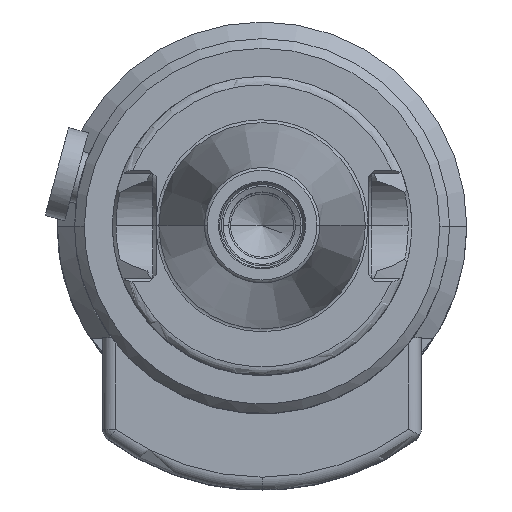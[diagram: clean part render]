
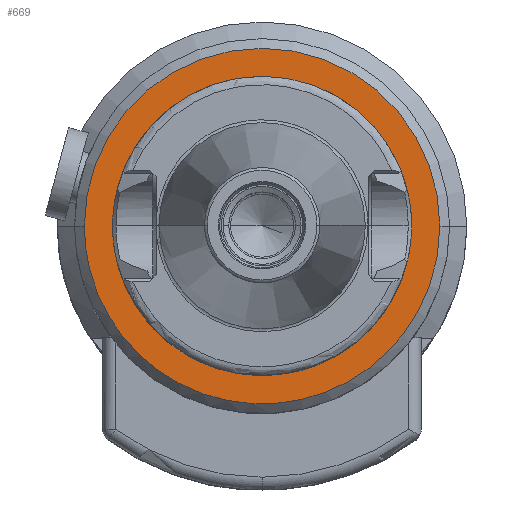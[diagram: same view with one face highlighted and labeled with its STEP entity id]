
A CAD part, top view. The second image highlights one B-rep face of the part: STEP entity #669.
In plain terms, the highlighted planar face has unit normal (0, 0, 1).
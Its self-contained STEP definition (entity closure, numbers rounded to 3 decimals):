
#425=AXIS2_PLACEMENT_3D('Circle Axis2P3D',#423,#424,$) ;
#577=AXIS2_PLACEMENT_3D('Plane Axis2P3D',#574,#575,#576) ;
#423=CARTESIAN_POINT('Axis2P3D Location',(0.,0.,-32.)) ;
#427=CARTESIAN_POINT('Vertex',(-27.35,0.,-32.)) ;
#429=CARTESIAN_POINT('Vertex',(27.35,0.,-32.)) ;
#574=CARTESIAN_POINT('Axis2P3D Location',(0.,27.35,-32.)) ;
#580=CARTESIAN_POINT('Control Point',(27.35,0.,-32.)) ;
#581=CARTESIAN_POINT('Control Point',(27.35,-2.562,-32.)) ;
#582=CARTESIAN_POINT('Control Point',(27.05,-5.124,-32.)) ;
#583=CARTESIAN_POINT('Control Point',(26.45,-7.639,-32.)) ;
#584=CARTESIAN_POINT('Control Point',(24.672,-12.482,-32.)) ;
#585=CARTESIAN_POINT('Control Point',(21.824,-16.784,-32.)) ;
#586=CARTESIAN_POINT('Control Point',(20.153,-18.757,-32.)) ;
#587=CARTESIAN_POINT('Control Point',(16.38,-22.276,-32.)) ;
#588=CARTESIAN_POINT('Control Point',(11.896,-24.828,-32.)) ;
#589=CARTESIAN_POINT('Control Point',(9.515,-25.835,-32.)) ;
#590=CARTESIAN_POINT('Control Point',(4.56,-27.271,-32.)) ;
#591=CARTESIAN_POINT('Control Point',(-0.593,-27.525,-32.)) ;
#592=CARTESIAN_POINT('Control Point',(-3.173,-27.348,-32.)) ;
#593=CARTESIAN_POINT('Control Point',(-8.243,-26.393,-32.)) ;
#594=CARTESIAN_POINT('Control Point',(-12.955,-24.292,-32.)) ;
#595=CARTESIAN_POINT('Control Point',(-15.177,-22.97,-32.)) ;
#596=CARTESIAN_POINT('Control Point',(-19.27,-19.829,-32.)) ;
#597=CARTESIAN_POINT('Control Point',(-22.526,-15.828,-32.)) ;
#598=CARTESIAN_POINT('Control Point',(-23.912,-13.645,-32.)) ;
#599=CARTESIAN_POINT('Control Point',(-25.819,-9.675,-32.)) ;
#600=CARTESIAN_POINT('Control Point',(-26.9,-5.42,-32.)) ;
#601=CARTESIAN_POINT('Control Point',(-27.2,-3.625,-32.)) ;
#602=CARTESIAN_POINT('Control Point',(-27.35,-1.812,-32.)) ;
#603=CARTESIAN_POINT('Control Point',(-27.35,0.,-32.)) ;
#610=CARTESIAN_POINT('Control Point',(-23.,0.,-32.)) ;
#611=CARTESIAN_POINT('Control Point',(-23.,2.115,-32.)) ;
#612=CARTESIAN_POINT('Control Point',(-22.757,4.229,-32.)) ;
#613=CARTESIAN_POINT('Control Point',(-22.271,6.306,-32.)) ;
#614=CARTESIAN_POINT('Control Point',(-20.83,10.312,-32.)) ;
#615=CARTESIAN_POINT('Control Point',(-18.518,13.886,-32.)) ;
#616=CARTESIAN_POINT('Control Point',(-17.161,15.532,-32.)) ;
#617=CARTESIAN_POINT('Control Point',(-14.093,18.483,-32.)) ;
#618=CARTESIAN_POINT('Control Point',(-10.435,20.661,-32.)) ;
#619=CARTESIAN_POINT('Control Point',(-8.489,21.534,-32.)) ;
#620=CARTESIAN_POINT('Control Point',(-4.43,22.817,-32.)) ;
#621=CARTESIAN_POINT('Control Point',(-0.186,23.146,-32.)) ;
#622=CARTESIAN_POINT('Control Point',(1.946,23.065,-32.)) ;
#623=CARTESIAN_POINT('Control Point',(6.153,22.414,-32.)) ;
#624=CARTESIAN_POINT('Control Point',(10.102,20.826,-32.)) ;
#625=CARTESIAN_POINT('Control Point',(11.977,19.807,-32.)) ;
#626=CARTESIAN_POINT('Control Point',(15.458,17.357,-32.)) ;
#627=CARTESIAN_POINT('Control Point',(18.293,14.182,-32.)) ;
#628=CARTESIAN_POINT('Control Point',(19.521,12.437,-32.)) ;
#629=CARTESIAN_POINT('Control Point',(21.386,9.007,-32.)) ;
#630=CARTESIAN_POINT('Control Point',(22.493,5.271,-32.)) ;
#631=CARTESIAN_POINT('Control Point',(22.831,3.528,-32.)) ;
#632=CARTESIAN_POINT('Control Point',(23.,1.764,-32.)) ;
#633=CARTESIAN_POINT('Control Point',(23.,0.,-32.)) ;
#634=CARTESIAN_POINT('Vertex',(-23.,0.,-32.)) ;
#636=CARTESIAN_POINT('Vertex',(23.,0.,-32.)) ;
#640=CARTESIAN_POINT('Control Point',(23.,0.,-32.)) ;
#641=CARTESIAN_POINT('Control Point',(23.,-2.115,-32.)) ;
#642=CARTESIAN_POINT('Control Point',(22.757,-4.229,-32.)) ;
#643=CARTESIAN_POINT('Control Point',(22.271,-6.306,-32.)) ;
#644=CARTESIAN_POINT('Control Point',(20.83,-10.312,-32.)) ;
#645=CARTESIAN_POINT('Control Point',(18.518,-13.886,-32.)) ;
#646=CARTESIAN_POINT('Control Point',(17.161,-15.532,-32.)) ;
#647=CARTESIAN_POINT('Control Point',(14.093,-18.483,-32.)) ;
#648=CARTESIAN_POINT('Control Point',(10.435,-20.661,-32.)) ;
#649=CARTESIAN_POINT('Control Point',(8.489,-21.534,-32.)) ;
#650=CARTESIAN_POINT('Control Point',(4.43,-22.817,-32.)) ;
#651=CARTESIAN_POINT('Control Point',(0.186,-23.146,-32.)) ;
#652=CARTESIAN_POINT('Control Point',(-1.946,-23.065,-32.)) ;
#653=CARTESIAN_POINT('Control Point',(-6.153,-22.414,-32.)) ;
#654=CARTESIAN_POINT('Control Point',(-10.102,-20.826,-32.)) ;
#655=CARTESIAN_POINT('Control Point',(-11.977,-19.807,-32.)) ;
#656=CARTESIAN_POINT('Control Point',(-15.458,-17.357,-32.)) ;
#657=CARTESIAN_POINT('Control Point',(-18.293,-14.182,-32.)) ;
#658=CARTESIAN_POINT('Control Point',(-19.521,-12.437,-32.)) ;
#659=CARTESIAN_POINT('Control Point',(-21.386,-9.007,-32.)) ;
#660=CARTESIAN_POINT('Control Point',(-22.493,-5.271,-32.)) ;
#661=CARTESIAN_POINT('Control Point',(-22.831,-3.528,-32.)) ;
#662=CARTESIAN_POINT('Control Point',(-23.,-1.764,-32.)) ;
#663=CARTESIAN_POINT('Control Point',(-23.,0.,-32.)) ;
#424=DIRECTION('Axis2P3D Direction',(0.,0.,-1.)) ;
#575=DIRECTION('Axis2P3D Direction',(0.,0.,1.)) ;
#576=DIRECTION('Axis2P3D XDirection',(1.,0.,0.)) ;
#606=ORIENTED_EDGE('',*,*,#431,.F.) ;
#607=ORIENTED_EDGE('',*,*,#604,.F.) ;
#666=ORIENTED_EDGE('',*,*,#638,.T.) ;
#667=ORIENTED_EDGE('',*,*,#664,.T.) ;
#668=FACE_BOUND('',#665,.T.) ;
#669=ADVANCED_FACE('NOCUT',(#608,#668),#578,.T.) ;
#579=B_SPLINE_CURVE_WITH_KNOTS('',5,(#580,#581,#582,#583,#584,#585,#586,#587,#588,#589,#590,#591,#592,#593,#594,#595,#596,#597,#598,#599,#600,#601,#602,#603),.UNSPECIFIED.,.F.,.U.,(6,3,3,3,3,3,3,6),(0.,18.116,36.232,54.348,72.465,90.581,108.697,121.512),.UNSPECIFIED.) ;
#609=B_SPLINE_CURVE_WITH_KNOTS('',5,(#610,#611,#612,#613,#614,#615,#616,#617,#618,#619,#620,#621,#622,#623,#624,#625,#626,#627,#628,#629,#630,#631,#632,#633),.UNSPECIFIED.,.F.,.U.,(6,3,3,3,3,3,3,6),(0.,14.952,29.904,44.855,59.807,74.759,89.711,102.186),.UNSPECIFIED.) ;
#639=B_SPLINE_CURVE_WITH_KNOTS('',5,(#640,#641,#642,#643,#644,#645,#646,#647,#648,#649,#650,#651,#652,#653,#654,#655,#656,#657,#658,#659,#660,#661,#662,#663),.UNSPECIFIED.,.F.,.U.,(6,3,3,3,3,3,3,6),(0.,14.952,29.904,44.855,59.807,74.759,89.711,102.186),.UNSPECIFIED.) ;
#426=CIRCLE('generated circle',#425,27.35) ;
#431=EDGE_CURVE('',#428,#430,#426,.T.) ;
#604=EDGE_CURVE('',#430,#428,#579,.T.) ;
#638=EDGE_CURVE('',#635,#637,#609,.T.) ;
#664=EDGE_CURVE('',#637,#635,#639,.T.) ;
#605=EDGE_LOOP('',(#606,#607)) ;
#665=EDGE_LOOP('',(#666,#667)) ;
#608=FACE_OUTER_BOUND('',#605,.T.) ;
#578=PLANE('',#577) ;
#428=VERTEX_POINT('',#427) ;
#430=VERTEX_POINT('',#429) ;
#635=VERTEX_POINT('',#634) ;
#637=VERTEX_POINT('',#636) ;
